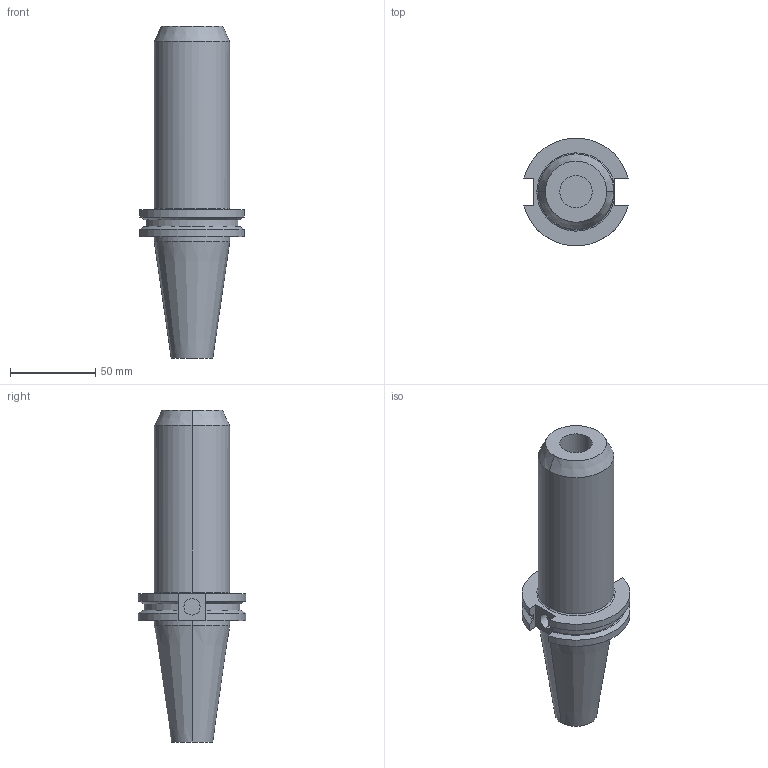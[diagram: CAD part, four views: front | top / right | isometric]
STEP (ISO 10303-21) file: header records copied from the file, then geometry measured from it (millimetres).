
FILE_DESCRIPTION (( 'STEP AP203' ), '1' );
FILE_NAME ('STP-22921-5.STEP', '2017-01-18T08:26:00', ( '' ), ( '' ), 'SwSTEP 2.0', 'SolidWorks 2015', '' );
FILE_SCHEMA (( 'CONFIG_CONTROL_DESIGN' ));
Length unit declared in the file: millimetre
Products named in the file (1): STP-22921-5
Bounding box: 61.35 x 63.26 x 195.25 mm (x, y, z)
Volume: 257056.2 mm3; surface area: 36307.8 mm2
Topology: 1 solids, 1 shells, 51 faces, 123 edges, 78 vertices
Faces by surface type: cylinder 20, plane 18, cone 10, torus 2, bspline 1
Entity records: 1612 total; most frequent: CARTESIAN_POINT 326, DIRECTION 266, ORIENTED_EDGE 242, EDGE_CURVE 121, AXIS2_PLACEMENT_3D 104, VERTEX_POINT 78, LINE 58, VECTOR 58
